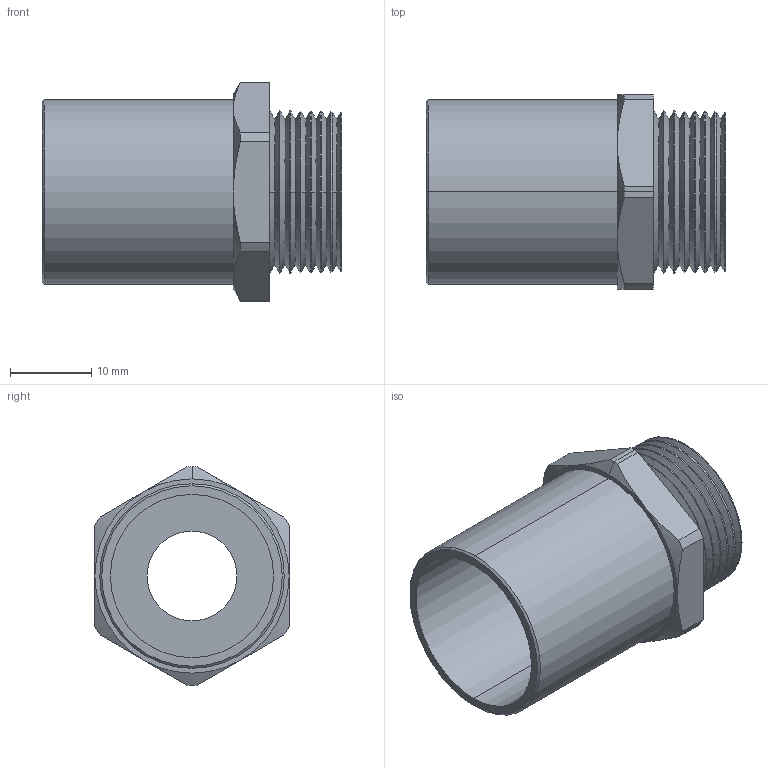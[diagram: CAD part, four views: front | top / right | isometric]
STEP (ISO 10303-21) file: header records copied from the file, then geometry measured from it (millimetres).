
FILE_DESCRIPTION (( 'STEP AP214' ), '1' );
FILE_NAME ('SM20MA-BK.STEP', '2007-12-24T03:02:39', ( '*' ), ( '' ), 'SwSTEP 2.0', 'SolidWorks 2007', '' );
FILE_SCHEMA (( 'AUTOMOTIVE_DESIGN' ));
Length unit declared in the file: inch
Products named in the file (1): SM20MA-BK
Bounding box: 36.83 x 23.88 x 26.86 mm (x, y, z)
Volume: 5241.5 mm3; surface area: 5733.5 mm2
Topology: 1 solids, 1 shells, 75 faces, 187 edges, 117 vertices
Faces by surface type: cone 53, cylinder 11, plane 11
Entity records: 2393 total; most frequent: CARTESIAN_POINT 452, DIRECTION 432, ORIENTED_EDGE 374, EDGE_CURVE 187, AXIS2_PLACEMENT_3D 181, VERTEX_POINT 117, CIRCLE 105, EDGE_LOOP 80
